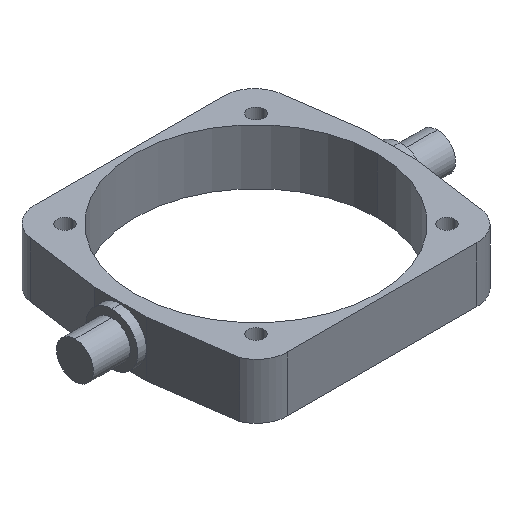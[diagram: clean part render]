
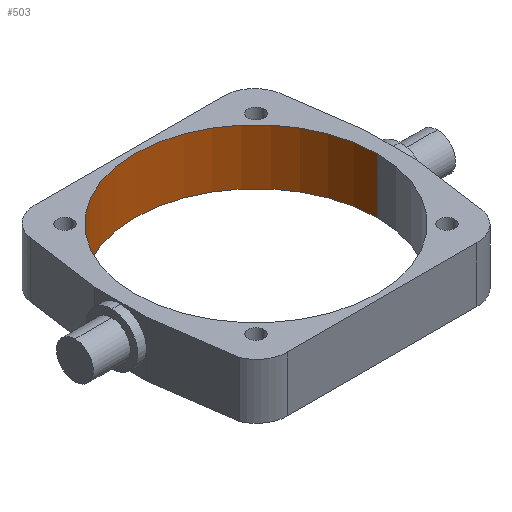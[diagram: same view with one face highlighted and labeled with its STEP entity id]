
A CAD part, isometric view. The second image highlights one B-rep face of the part: STEP entity #503.
In plain terms, the highlighted cylindrical face has radius 105.1 mm (diameter 210.2 mm), a partial arc.
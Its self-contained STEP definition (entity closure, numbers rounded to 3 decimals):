
#8 = DIRECTION ( 'NONE',  ( 1., 0., 0. ) ) ;
#10 = DIRECTION ( 'NONE',  ( 1., 0., 0. ) ) ;
#15 = DIRECTION ( 'NONE',  ( 0., 0., 1. ) ) ;
#18 = CARTESIAN_POINT ( 'NONE',  ( 105.1, 0., 48. ) ) ;
#23 = DIRECTION ( 'NONE',  ( 0., 0., 1. ) ) ;
#29 = CARTESIAN_POINT ( 'NONE',  ( 0., 0., 48. ) ) ;
#36 = CARTESIAN_POINT ( 'NONE',  ( 0., 0., 0. ) ) ;
#74 = CIRCLE ( 'NONE', #1007, 105.1 ) ;
#117 = CYLINDRICAL_SURFACE ( 'NONE', #927, 105.1 ) ;
#138 = EDGE_LOOP ( 'NONE', ( #1242, #1216, #1218, #1220 ) ) ;
#145 = VECTOR ( 'NONE', #571, 1000. ) ;
#215 = LINE ( 'NONE', #18, #145 ) ;
#244 = CIRCLE ( 'NONE', #943, 105.1 ) ;
#260 = FACE_OUTER_BOUND ( 'NONE', #138, .T. ) ;
#406 = VECTOR ( 'NONE', #592, 1000. ) ;
#408 = LINE ( 'NONE', #613, #406 ) ;
#503 = ADVANCED_FACE ( 'NONE', ( #260 ), #117, .F. ) ;
#571 = DIRECTION ( 'NONE',  ( 0., 0., -1. ) ) ;
#592 = DIRECTION ( 'NONE',  ( 0., 0., -1. ) ) ;
#613 = CARTESIAN_POINT ( 'NONE',  ( -105.1, 0., 48. ) ) ;
#633 = CARTESIAN_POINT ( 'NONE',  ( 105.1, 0., 0. ) ) ;
#652 = CARTESIAN_POINT ( 'NONE',  ( -105.1, 0., 0. ) ) ;
#682 = CARTESIAN_POINT ( 'NONE',  ( -105.1, 0., 48. ) ) ;
#690 = CARTESIAN_POINT ( 'NONE',  ( 105.1, 0., 48. ) ) ;
#698 = DIRECTION ( 'NONE',  ( 0., 0., -1. ) ) ;
#709 = CARTESIAN_POINT ( 'NONE',  ( 0., 0., 48. ) ) ;
#733 = DIRECTION ( 'NONE',  ( -1., 0., 0. ) ) ;
#858 = EDGE_CURVE ( 'NONE', #1021, #1187, #244, .T. ) ;
#870 = EDGE_CURVE ( 'NONE', #1086, #1022, #74, .T. ) ;
#881 = EDGE_CURVE ( 'NONE', #1021, #1086, #215, .T. ) ;
#900 = EDGE_CURVE ( 'NONE', #1187, #1022, #408, .T. ) ;
#927 = AXIS2_PLACEMENT_3D ( 'NONE', #709, #698, #733 ) ;
#943 = AXIS2_PLACEMENT_3D ( 'NONE', #29, #15, #10 ) ;
#1007 = AXIS2_PLACEMENT_3D ( 'NONE', #36, #23, #8 ) ;
#1021 = VERTEX_POINT ( 'NONE', #690 ) ;
#1022 = VERTEX_POINT ( 'NONE', #652 ) ;
#1086 = VERTEX_POINT ( 'NONE', #633 ) ;
#1187 = VERTEX_POINT ( 'NONE', #682 ) ;
#1216 = ORIENTED_EDGE ( 'NONE', *, *, #858, .T. ) ;
#1218 = ORIENTED_EDGE ( 'NONE', *, *, #900, .T. ) ;
#1220 = ORIENTED_EDGE ( 'NONE', *, *, #870, .F. ) ;
#1242 = ORIENTED_EDGE ( 'NONE', *, *, #881, .F. ) ;
